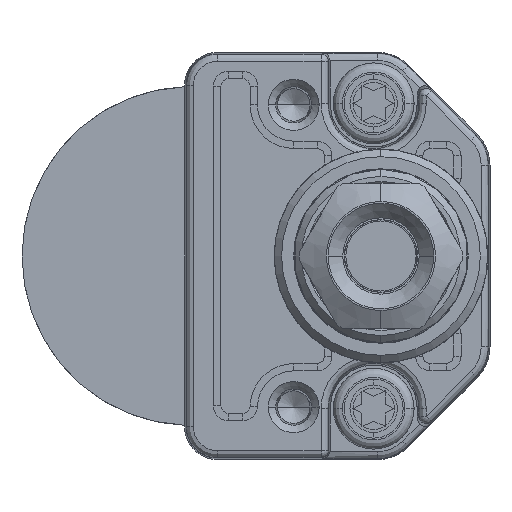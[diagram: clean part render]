
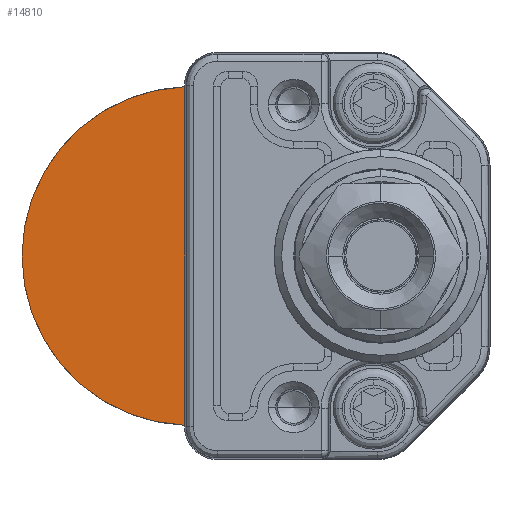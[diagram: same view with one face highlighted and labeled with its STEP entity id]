
A CAD part, left-side view. The second image highlights one B-rep face of the part: STEP entity #14810.
In plain terms, the highlighted planar face has unit normal (-1, 0, 0).
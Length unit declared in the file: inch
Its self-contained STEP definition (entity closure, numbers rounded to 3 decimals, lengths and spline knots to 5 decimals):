
#1196=DIRECTION('',(0.,0.,1.));
#1197=VECTOR('',#1196,0.91659);
#1198=CARTESIAN_POINT('',(0.,0.82677,-0.4583));
#1199=LINE('',#1198,#1197);
#1200=CARTESIAN_POINT('',(0.,0.80846,0.));
#1201=DIRECTION('',(-1.,0.,0.));
#1202=DIRECTION('',(0.,0.04,0.999));
#1203=AXIS2_PLACEMENT_3D('',#1200,#1201,#1202);
#12362=CARTESIAN_POINT('',(0.,0.82677,-0.4583));
#12363=CARTESIAN_POINT('',(0.,0.82677,0.4583));
#12364=VERTEX_POINT('',#12362);
#12365=VERTEX_POINT('',#12363);
#14800=CARTESIAN_POINT('',(0.,0.74941,0.));
#14801=DIRECTION('',(-1.,0.,0.));
#14802=DIRECTION('',(0.,0.,1.));
#14803=AXIS2_PLACEMENT_3D('',#14800,#14801,#14802);
#14804=PLANE('',#14803);
#14805=ORIENTED_EDGE('',*,*,#14788,.F.);
#14807=ORIENTED_EDGE('',*,*,#14806,.F.);
#14808=EDGE_LOOP('',(#14805,#14807));
#14809=FACE_OUTER_BOUND('',#14808,.F.);
#14810=ADVANCED_FACE('',(#14809),#14804,.T.);
#1204=CIRCLE('',#1203,0.45866);
#14788=EDGE_CURVE('',#12364,#12365,#1199,.T.);
#14806=EDGE_CURVE('',#12365,#12364,#1204,.T.);
